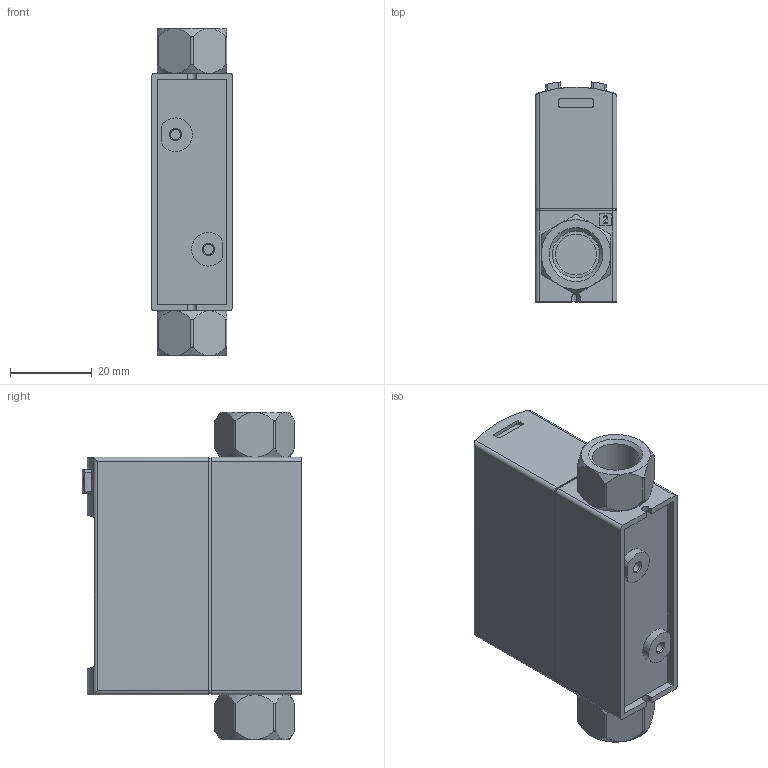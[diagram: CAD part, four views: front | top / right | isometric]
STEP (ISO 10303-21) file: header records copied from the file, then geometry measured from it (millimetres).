
FILE_DESCRIPTION(/* description */ ('STEP AP214'),/* implementation_level */ '2;1');
FILE_NAME(/* name */ '8158422_SFAH-100U-G14FS-PNLK-PNVBA-L1',/* time_stamp */ '2024-09-15T01:21:10+02:00',/* author */ ('License CC BY-ND 4.0'),/* organization */ ('CADENAS'),/* preprocessor_version */ 'ST-DEVELOPER v19.3',/* originating_system */ 'PARTsolutions',/* authorisation */ ' ');
FILE_SCHEMA (('AUTOMOTIVE_DESIGN {1 0 10303 214 3 1 1}'));
Length unit declared in the file: millimetre
Products named in the file (3): 8158422 SFAH-100U-G14FS-PNLK-PNVBA-L1; 8035300 SFAH-100U-G14FS-PNLK-PNVBA-L1_h; 3108023 SFAH-G14
Assembly tree (3 placements, depth 2):
  8158422 SFAH-100U-G14FS-PNLK-PNVBA-L1
    8035300 SFAH-100U-G14FS-PNLK-PNVBA-L1_h
    3108023 SFAH-G14  x2
Bounding box: 20 x 53.69 x 80 mm (x, y, z)
Volume: 58688.5 mm3; surface area: 16829.4 mm2
Topology: 3 solids, 3 shells, 416 faces, 1060 edges, 691 vertices
Faces by surface type: plane 253, cylinder 124, cone 34, torus 5
Full cylindrical faces by diameter (mm): 2.459 x2, 3.72 x1, 4.1 x1, 10 x2, 11.445 x2, 11.6 x2, 12 x2, 13.2 x2, 14 x6, 15 x6
Entity records: 13484 total; most frequent: CARTESIAN_POINT 2154, ORIENTED_EDGE 1852, DIRECTION 1844, EDGE_CURVE 926, LINE 626, VECTOR 626, VERTEX_POINT 624, AXIS2_PLACEMENT_3D 609
